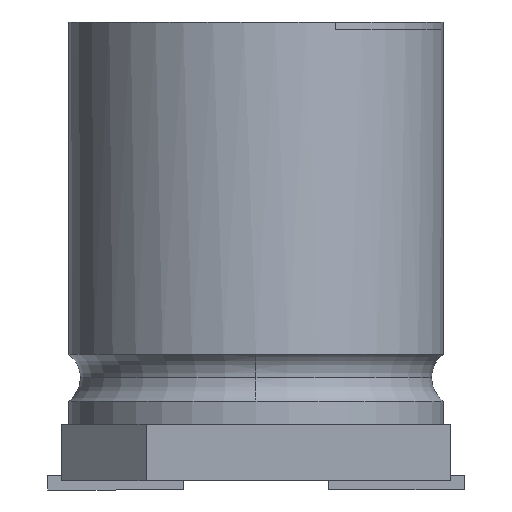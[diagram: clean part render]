
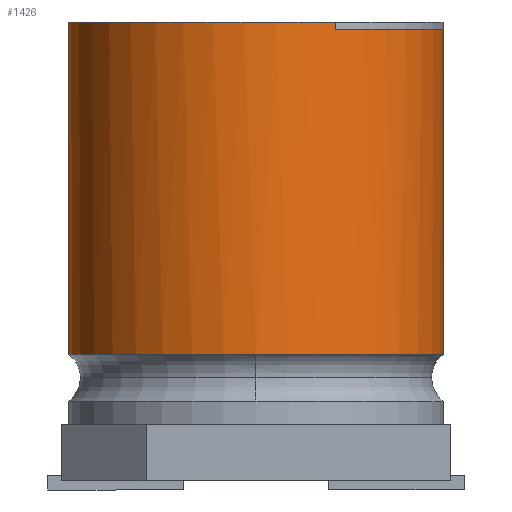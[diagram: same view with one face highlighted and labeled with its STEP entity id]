
A CAD part, front view. The second image highlights one B-rep face of the part: STEP entity #1426.
In plain terms, the highlighted cylindrical face has radius 4 mm (diameter 8 mm), a partial arc.
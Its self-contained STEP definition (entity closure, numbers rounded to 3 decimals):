
#1225 = VERTEX_POINT('',#1226);
#1226 = CARTESIAN_POINT('',(4.,0.,9.85));
#1235 = EDGE_CURVE('',#1225,#1236,#1238,.T.);
#1236 = VERTEX_POINT('',#1237);
#1237 = CARTESIAN_POINT('',(4.,0.,2.9));
#1238 = LINE('',#1239,#1240);
#1239 = CARTESIAN_POINT('',(4.,0.,10.));
#1240 = VECTOR('',#1241,1.);
#1241 = DIRECTION('',(0.,0.,-1.));
#1253 = VERTEX_POINT('',#1254);
#1254 = CARTESIAN_POINT('',(-4.,0.,2.9));
#1261 = EDGE_CURVE('',#1262,#1253,#1264,.T.);
#1262 = VERTEX_POINT('',#1263);
#1263 = CARTESIAN_POINT('',(-4.,0.,10.));
#1264 = LINE('',#1265,#1266);
#1265 = CARTESIAN_POINT('',(-4.,0.,10.));
#1266 = VECTOR('',#1267,1.);
#1267 = DIRECTION('',(0.,0.,-1.));
#1300 = EDGE_CURVE('',#1301,#1253,#1303,.T.);
#1301 = VERTEX_POINT('',#1302);
#1302 = CARTESIAN_POINT('',(0.,-4.,2.9));
#1303 = CIRCLE('',#1304,4.);
#1304 = AXIS2_PLACEMENT_3D('',#1305,#1306,#1307);
#1305 = CARTESIAN_POINT('',(0.,0.,2.9)
  );
#1306 = DIRECTION('',(0.,0.,-1.));
#1307 = DIRECTION('',(0.,1.,0.));
#1388 = EDGE_CURVE('',#1236,#1301,#1389,.T.);
#1389 = CIRCLE('',#1390,4.);
#1390 = AXIS2_PLACEMENT_3D('',#1391,#1392,#1393);
#1391 = CARTESIAN_POINT('',(0.,0.,2.9)
  );
#1392 = DIRECTION('',(0.,0.,-1.));
#1393 = DIRECTION('',(0.,1.,0.));
#1407 = VERTEX_POINT('',#1408);
#1408 = CARTESIAN_POINT('',(1.7,-3.621,10.));
#1415 = EDGE_CURVE('',#1262,#1407,#1416,.T.);
#1416 = CIRCLE('',#1417,4.);
#1417 = AXIS2_PLACEMENT_3D('',#1418,#1419,#1420);
#1418 = CARTESIAN_POINT('',(0.,0.,10.)
  );
#1419 = DIRECTION('',(0.,0.,1.));
#1420 = DIRECTION('',(1.,0.,0.));
#1426 = ADVANCED_FACE('',(#1427),#1449,.T.);
#1427 = FACE_BOUND('',#1428,.T.);
#1428 = EDGE_LOOP('',(#1429,#1430,#1439,#1445,#1446,#1447,#1448));
#1429 = ORIENTED_EDGE('',*,*,#1235,.F.);
#1430 = ORIENTED_EDGE('',*,*,#1431,.F.);
#1431 = EDGE_CURVE('',#1432,#1225,#1434,.T.);
#1432 = VERTEX_POINT('',#1433);
#1433 = CARTESIAN_POINT('',(1.7,-3.621,9.85));
#1434 = CIRCLE('',#1435,4.);
#1435 = AXIS2_PLACEMENT_3D('',#1436,#1437,#1438);
#1436 = CARTESIAN_POINT('',(0.,0.,9.85
    ));
#1437 = DIRECTION('',(0.,0.,1.));
#1438 = DIRECTION('',(1.,0.,0.));
#1439 = ORIENTED_EDGE('',*,*,#1440,.T.);
#1440 = EDGE_CURVE('',#1432,#1407,#1441,.T.);
#1441 = LINE('',#1442,#1443);
#1442 = CARTESIAN_POINT('',(1.7,-3.621,9.85));
#1443 = VECTOR('',#1444,1.);
#1444 = DIRECTION('',(0.,0.,1.));
#1445 = ORIENTED_EDGE('',*,*,#1415,.F.);
#1446 = ORIENTED_EDGE('',*,*,#1261,.T.);
#1447 = ORIENTED_EDGE('',*,*,#1300,.F.);
#1448 = ORIENTED_EDGE('',*,*,#1388,.F.);
#1449 = CYLINDRICAL_SURFACE('',#1450,4.);
#1450 = AXIS2_PLACEMENT_3D('',#1451,#1452,#1453);
#1451 = CARTESIAN_POINT('',(0.,0.,10.)
  );
#1452 = DIRECTION('',(0.,0.,-1.));
#1453 = DIRECTION('',(-1.,0.,0.));
